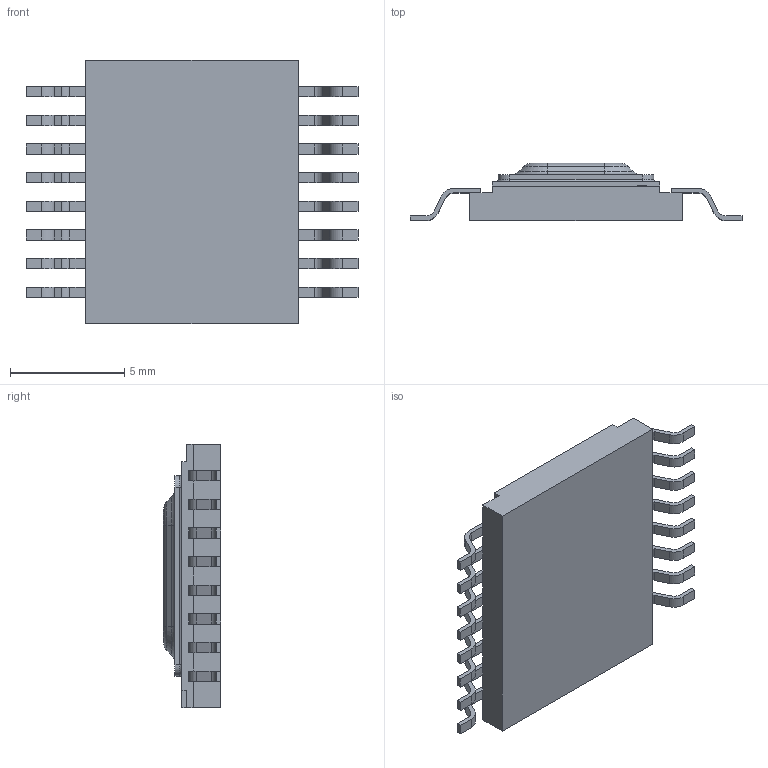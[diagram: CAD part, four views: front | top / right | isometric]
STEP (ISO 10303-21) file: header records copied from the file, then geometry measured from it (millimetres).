
FILE_DESCRIPTION (( 'STEP AP214' ), '1' );
FILE_NAME ('User Library-402.16.STEP', '2017-09-15T07:36:51', ( 'Windows User' ), ( '' ), 'SwSTEP 2.0', 'SolidWorks 2017', '' );
FILE_SCHEMA (( 'AUTOMOTIVE_DESIGN' ));
Length unit declared in the file: millimetre
Products named in the file (1): User Library-402.16
Bounding box: 14.5 x 2.51 x 11.5 mm (x, y, z)
Volume: 207.1 mm3; surface area: 366.7 mm2
Topology: 1 solids, 1 shells, 402 faces, 1111 edges, 722 vertices
Faces by surface type: plane 241, cylinder 82, bspline 63, torus 12, cone 4
Entity records: 18841 total; most frequent: CARTESIAN_POINT 4411, ORIENTED_EDGE 2222, DIRECTION 1849, EDGE_CURVE 1111, LINE 801, VECTOR 801, VERTEX_POINT 722, AXIS2_PLACEMENT_3D 524
